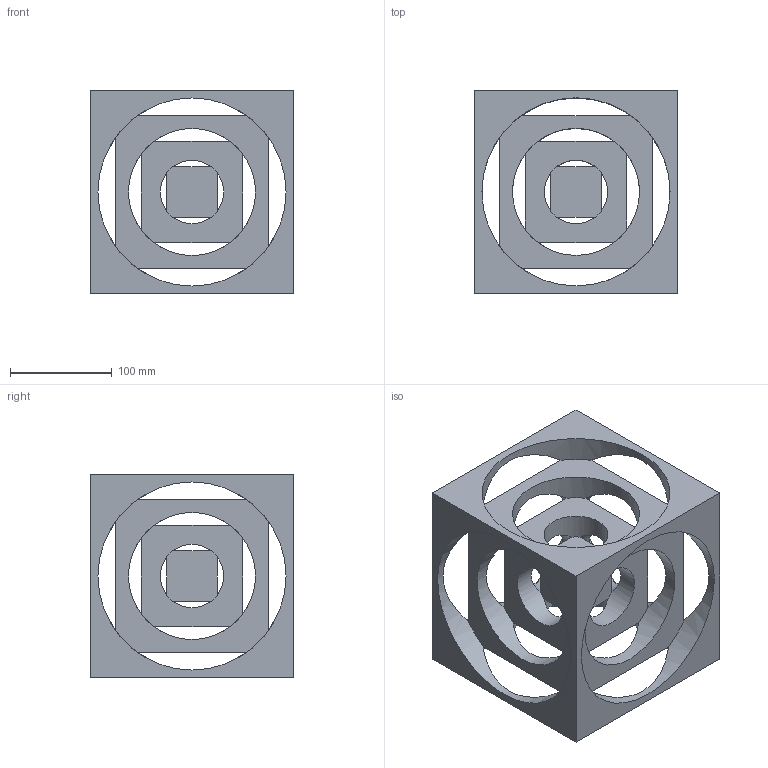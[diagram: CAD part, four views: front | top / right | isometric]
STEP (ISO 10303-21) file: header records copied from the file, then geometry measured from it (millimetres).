
FILE_DESCRIPTION(('FreeCAD Model'),'2;1');
FILE_NAME('Open CASCADE Shape Model','2025-05-09T14:45:41',(''),(''), 'Open CASCADE STEP processor 7.8','FreeCAD','Unknown');
FILE_SCHEMA(('AUTOMOTIVE_DESIGN { 1 0 10303 214 1 1 1 1 }'));
Length unit declared in the file: millimetre
Products named in the file (1): Body
Bounding box: 200 x 200 x 200 mm (x, y, z)
Volume: 1972458.6 mm3; surface area: 313289.8 mm2
Topology: 1 solids, 1 shells, 42 faces, 258 edges, 164 vertices
Faces by surface type: plane 24, cylinder 18
Full cylindrical faces by diameter (mm): 62.5 x6, 125 x6, 185 x6
Entity records: 2710 total; most frequent: DIRECTION 518, ORIENTED_EDGE 516, CARTESIAN_POINT 483, EDGE_CURVE 258, AXIS2_PLACEMENT_3D 235, VERTEX_POINT 164, CIRCLE 120, ELLIPSE 72
